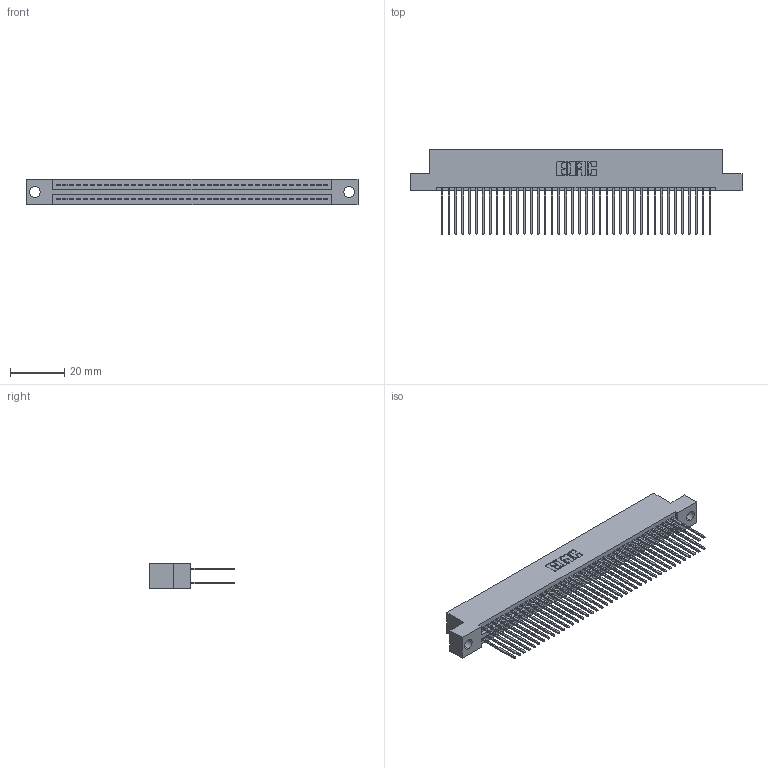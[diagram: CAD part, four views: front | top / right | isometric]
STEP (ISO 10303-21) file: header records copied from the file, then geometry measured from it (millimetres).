
FILE_DESCRIPTION (( 'STEP AP203' ), '1' );
FILE_NAME ('395-080-542-204.STEP', '2021-06-17T07:11:24', ( '' ), ( '' ), 'SwSTEP 2.0', 'SolidWorks 2020', '' );
FILE_SCHEMA (( 'CONFIG_CONTROL_DESIGN' ));
Length unit declared in the file: inch
Products named in the file (3): 345-292-001_345-293-142; 345 Part_Flush Mounting Lugs - 0.156 Dia-TI; 395-080-542-204
Assembly tree (81 placements, depth 2):
  395-080-542-204
    345 Part_Flush Mounting Lugs - 0.156 Dia-TI
    345-292-001_345-293-142  x80
Bounding box: 122.81 x 31.29 x 9.4 mm (x, y, z)
Volume: 12178.2 mm3; surface area: 19557.1 mm2
Topology: 81 solids, 81 shells, 4140 faces, 12297 edges, 8090 vertices
Faces by surface type: plane 2734, cylinder 1406
Entity records: 32091 total; most frequent: CARTESIAN_POINT 5386, ORIENTED_EDGE 5318, DIRECTION 4751, EDGE_CURVE 2659, LINE 2367, VECTOR 2367, VERTEX_POINT 1770, AXIS2_PLACEMENT_3D 1192
